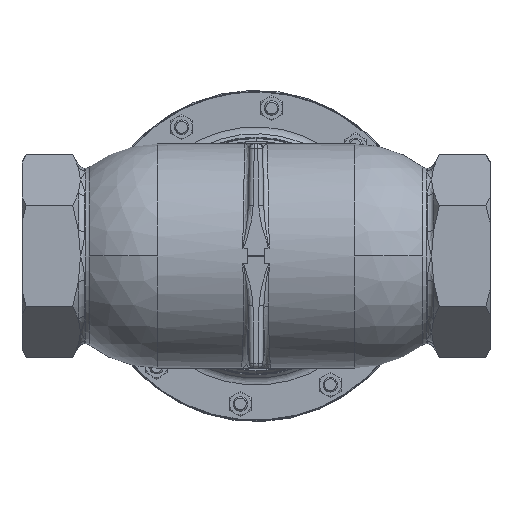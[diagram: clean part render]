
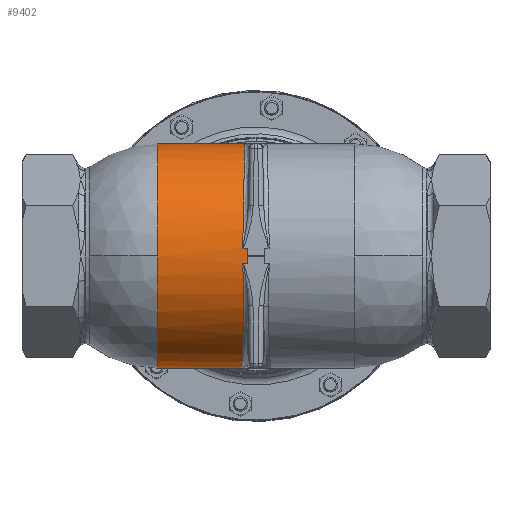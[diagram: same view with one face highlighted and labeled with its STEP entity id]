
A CAD part, front view. The second image highlights one B-rep face of the part: STEP entity #9402.
In plain terms, the highlighted cylindrical face has radius 73.025 mm (diameter 146.05 mm), a partial arc.
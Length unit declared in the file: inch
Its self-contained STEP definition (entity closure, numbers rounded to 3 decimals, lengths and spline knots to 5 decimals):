
#257 = CARTESIAN_POINT ( 'NONE',  ( -0.31123, -2.75559, -1.79017 ) ) ;
#349 = CARTESIAN_POINT ( 'NONE',  ( -0.21525, -2.868, 0.20055 ) ) ;
#1883 = CIRCLE ( 'NONE', #24835, 2.875 ) ;
#2342 = ORIENTED_EDGE ( 'NONE', *, *, #14489, .F. ) ;
#2749 = DIRECTION ( 'NONE',  ( 1., 0., 0. ) ) ;
#2839 = FACE_OUTER_BOUND ( 'NONE', #38591, .T. ) ;
#3356 = CARTESIAN_POINT ( 'NONE',  ( -2.52382, 0., -2.875 ) ) ;
#3581 =( BOUNDED_CURVE ( )  B_SPLINE_CURVE ( 3, ( #38850, #47304, #29382, #43344 ),
 .UNSPECIFIED., .F., .F. ) 
 B_SPLINE_CURVE_WITH_KNOTS ( ( 4, 4 ),
 ( 1.64139, 3.14159 ),
 .UNSPECIFIED. ) 
 CURVE ( )  GEOMETRIC_REPRESENTATION_ITEM ( )  RATIONAL_B_SPLINE_CURVE ( ( 1., 0.821, 0.821, 1. ) ) 
 REPRESENTATION_ITEM ( '' )  );
#3735 = CARTESIAN_POINT ( 'NONE',  ( 0., 0., 0. ) ) ;
#3907 = B_SPLINE_CURVE_WITH_KNOTS ( 'NONE', 3,
 ( #25009, #11963, #56755, #39180, #21251, #52784 ),
 .UNSPECIFIED., .F., .F.,
 ( 4, 2, 4 ),
 ( 0., 0.00009, 0.00018 ),
 .UNSPECIFIED. ) ;
#4585 = CARTESIAN_POINT ( 'NONE',  ( -0.3339, -1.59133, -2.875 ) ) ;
#4642 = CARTESIAN_POINT ( 'NONE',  ( -0.3342, -2.86794, -0.2014 ) ) ;
#5941 = EDGE_CURVE ( 'NONE', #15520, #29319, #10776, .T. ) ;
#7051 = CARTESIAN_POINT ( 'NONE',  ( -0.3297, -2.868, -0.20055 ) ) ;
#7063 = VERTEX_POINT ( 'NONE', #36864 ) ;
#7080 = CARTESIAN_POINT ( 'NONE',  ( -0.33608, -2.868, -0.20055 ) ) ;
#8395 = CARTESIAN_POINT ( 'NONE',  ( -0.33605, -2.86784, -0.2028 ) ) ;
#8541 = CARTESIAN_POINT ( 'NONE',  ( -0.39189, 0., -2.875 ) ) ;
#9291 = DIRECTION ( 'NONE',  ( -1., 0., 0. ) ) ;
#9402 = ADVANCED_FACE ( 'NONE', ( #2839 ), #32464, .T. ) ;
#9913 = LINE ( 'NONE', #25837, #47272 ) ;
#10776 =( BOUNDED_CURVE ( )  B_SPLINE_CURVE ( 3, ( #13658, #4585, #257, #18194 ),
 .UNSPECIFIED., .F., .F. ) 
 B_SPLINE_CURVE_WITH_KNOTS ( ( 4, 4 ),
 ( 2.03426, 3.53446 ),
 .UNSPECIFIED. ) 
 CURVE ( )  GEOMETRIC_REPRESENTATION_ITEM ( )  RATIONAL_B_SPLINE_CURVE ( ( 1., 0.821, 0.821, 1. ) ) 
 REPRESENTATION_ITEM ( '' )  );
#11220 = EDGE_CURVE ( 'NONE', #29319, #37197, #37824, .T. ) ;
#11586 = CARTESIAN_POINT ( 'NONE',  ( -0.33605, -2.86784, -0.2028 ) ) ;
#11862 = EDGE_CURVE ( 'NONE', #43895, #53309, #3907, .T. ) ;
#11963 = CARTESIAN_POINT ( 'NONE',  ( -0.33488, -2.868, 0.20055 ) ) ;
#13658 = CARTESIAN_POINT ( 'NONE',  ( -0.39189, 0., -2.875 ) ) ;
#13952 = EDGE_CURVE ( 'NONE', #56616, #7063, #1883, .T. ) ;
#14200 = VECTOR ( 'NONE', #2749, 39.37008 ) ;
#14454 = AXIS2_PLACEMENT_3D ( 'NONE', #14613, #9291, #23692 ) ;
#14489 = EDGE_CURVE ( 'NONE', #15520, #56616, #44857, .T. ) ;
#14575 = CIRCLE ( 'NONE', #14454, 2.875 ) ;
#14613 = CARTESIAN_POINT ( 'NONE',  ( -2.52382, 0., 0. ) ) ;
#15520 = VERTEX_POINT ( 'NONE', #8541 ) ;
#15783 = CARTESIAN_POINT ( 'NONE',  ( 0., 0., -2.875 ) ) ;
#16148 = DIRECTION ( 'NONE',  ( -1., 0., 0. ) ) ;
#17470 = CARTESIAN_POINT ( 'NONE',  ( -0.33086, -2.868, -0.20055 ) ) ;
#17946 = CARTESIAN_POINT ( 'NONE',  ( -0.21758, -2.87734, 0.06696 ) ) ;
#18194 = CARTESIAN_POINT ( 'NONE',  ( -0.33605, -2.86784, -0.2028 ) ) ;
#18814 = LINE ( 'NONE', #25218, #19485 ) ;
#19485 = VECTOR ( 'NONE', #16148, 39.37008 ) ;
#19716 = DIRECTION ( 'NONE',  ( -1., 0., 0. ) ) ;
#20488 = VERTEX_POINT ( 'NONE', #48318 ) ;
#21251 = CARTESIAN_POINT ( 'NONE',  ( -0.33924, -2.86789, 0.20201 ) ) ;
#22204 = CARTESIAN_POINT ( 'NONE',  ( -0.3297, -2.868, -0.20055 ) ) ;
#22361 = VERTEX_POINT ( 'NONE', #349 ) ;
#22832 = ORIENTED_EDGE ( 'NONE', *, *, #57931, .F. ) ;
#23692 = DIRECTION ( 'NONE',  ( 0., 0., 1. ) ) ;
#24835 = AXIS2_PLACEMENT_3D ( 'NONE', #35075, #43718, #39806 ) ;
#25009 = CARTESIAN_POINT ( 'NONE',  ( -0.33372, -2.868, 0.20055 ) ) ;
#25218 = CARTESIAN_POINT ( 'NONE',  ( -0.21525, -2.868, 0.20055 ) ) ;
#25648 = DIRECTION ( 'NONE',  ( -1., 0., 0. ) ) ;
#25837 = CARTESIAN_POINT ( 'NONE',  ( 0., 0., 2.875 ) ) ;
#26416 = DIRECTION ( 'NONE',  ( -1., 0., 0. ) ) ;
#27002 = ORIENTED_EDGE ( 'NONE', *, *, #11862, .T. ) ;
#27769 = CARTESIAN_POINT ( 'NONE',  ( -0.34008, -2.86784, 0.2028 ) ) ;
#29319 = VERTEX_POINT ( 'NONE', #11586 ) ;
#29332 = CARTESIAN_POINT ( 'NONE',  ( -0.22225, -2.868, -0.20055 ) ) ;
#29382 = CARTESIAN_POINT ( 'NONE',  ( -0.2914, -1.59133, 2.875 ) ) ;
#29771 = ORIENTED_EDGE ( 'NONE', *, *, #34415, .T. ) ;
#30174 = EDGE_CURVE ( 'NONE', #37197, #33936, #36095, .T. ) ;
#31700 = CARTESIAN_POINT ( 'NONE',  ( -0.22225, -2.868, -0.20055 ) ) ;
#32041 = ORIENTED_EDGE ( 'NONE', *, *, #30174, .T. ) ;
#32464 = CYLINDRICAL_SURFACE ( 'NONE', #48130, 2.875 ) ;
#32615 = CARTESIAN_POINT ( 'NONE',  ( -0.33372, -2.868, 0.20055 ) ) ;
#33176 = DIRECTION ( 'NONE',  ( 0., 0., 1. ) ) ;
#33936 = VERTEX_POINT ( 'NONE', #29332 ) ;
#33977 = ORIENTED_EDGE ( 'NONE', *, *, #5941, .T. ) ;
#34327 = ORIENTED_EDGE ( 'NONE', *, *, #56620, .T. ) ;
#34415 = EDGE_CURVE ( 'NONE', #53309, #50923, #3581, .T. ) ;
#35075 = CARTESIAN_POINT ( 'NONE',  ( -2.52382, 0., 0. ) ) ;
#36095 = LINE ( 'NONE', #7080, #14200 ) ;
#36197 = CARTESIAN_POINT ( 'NONE',  ( -0.33521, -2.86789, -0.20201 ) ) ;
#36864 = CARTESIAN_POINT ( 'NONE',  ( -2.52382, -2.875, 0. ) ) ;
#37197 = VERTEX_POINT ( 'NONE', #7051 ) ;
#37824 = B_SPLINE_CURVE_WITH_KNOTS ( 'NONE', 3,
 ( #8395, #36197, #4642, #49184, #17470, #22204 ),
 .UNSPECIFIED., .F., .F.,
 ( 4, 2, 4 ),
 ( -0.00001, 0.00008, 0.00016 ),
 .UNSPECIFIED. ) ;
#38591 = EDGE_LOOP ( 'NONE', ( #2342, #33977, #44104, #32041, #34327, #44510, #27002, #29771, #49572, #22832, #50506 ) ) ;
#38850 = CARTESIAN_POINT ( 'NONE',  ( -0.34008, -2.86784, 0.2028 ) ) ;
#39180 = CARTESIAN_POINT ( 'NONE',  ( -0.33823, -2.86794, 0.2014 ) ) ;
#39806 = DIRECTION ( 'NONE',  ( 0., 0., 1. ) ) ;
#43344 = CARTESIAN_POINT ( 'NONE',  ( -0.2914, 0., 2.875 ) ) ;
#43718 = DIRECTION ( 'NONE',  ( -1., 0., 0. ) ) ;
#43895 = VERTEX_POINT ( 'NONE', #32615 ) ;
#44104 = ORIENTED_EDGE ( 'NONE', *, *, #11220, .T. ) ;
#44510 = ORIENTED_EDGE ( 'NONE', *, *, #58174, .T. ) ;
#44857 = LINE ( 'NONE', #15783, #51213 ) ;
#45123 = CARTESIAN_POINT ( 'NONE',  ( -0.2914, 0., 2.875 ) ) ;
#47272 = VECTOR ( 'NONE', #25648, 39.37008 ) ;
#47304 = CARTESIAN_POINT ( 'NONE',  ( -0.31116, -2.75559, 1.79017 ) ) ;
#48130 = AXIS2_PLACEMENT_3D ( 'NONE', #3735, #26416, #33176 ) ;
#48318 = CARTESIAN_POINT ( 'NONE',  ( -2.52382, 0., 2.875 ) ) ;
#49184 = CARTESIAN_POINT ( 'NONE',  ( -0.332, -2.86799, -0.20069 ) ) ;
#49572 = ORIENTED_EDGE ( 'NONE', *, *, #53929, .T. ) ;
#50506 = ORIENTED_EDGE ( 'NONE', *, *, #13952, .F. ) ;
#50923 = VERTEX_POINT ( 'NONE', #45123 ) ;
#51213 = VECTOR ( 'NONE', #19716, 39.37008 ) ;
#52784 = CARTESIAN_POINT ( 'NONE',  ( -0.34008, -2.86784, 0.2028 ) ) ;
#53309 = VERTEX_POINT ( 'NONE', #27769 ) ;
#53814 = CARTESIAN_POINT ( 'NONE',  ( -0.21992, -2.87734, -0.06696 ) ) ;
#53929 = EDGE_CURVE ( 'NONE', #50923, #20488, #9913, .T. ) ;
#55945 =( BOUNDED_CURVE ( )  B_SPLINE_CURVE ( 3, ( #31700, #53814, #17946, #58355 ),
 .UNSPECIFIED., .F., .F. ) 
 B_SPLINE_CURVE_WITH_KNOTS ( ( 4, 4 ),
 ( 1.50098, 1.64061 ),
 .UNSPECIFIED. ) 
 CURVE ( )  GEOMETRIC_REPRESENTATION_ITEM ( )  RATIONAL_B_SPLINE_CURVE ( ( 1., 0.998, 0.998, 1. ) ) 
 REPRESENTATION_ITEM ( '' )  );
#56616 = VERTEX_POINT ( 'NONE', #3356 ) ;
#56620 = EDGE_CURVE ( 'NONE', #33936, #22361, #55945, .T. ) ;
#56755 = CARTESIAN_POINT ( 'NONE',  ( -0.33603, -2.86799, 0.20069 ) ) ;
#57931 = EDGE_CURVE ( 'NONE', #7063, #20488, #14575, .T. ) ;
#58174 = EDGE_CURVE ( 'NONE', #22361, #43895, #18814, .T. ) ;
#58355 = CARTESIAN_POINT ( 'NONE',  ( -0.21525, -2.868, 0.20055 ) ) ;
